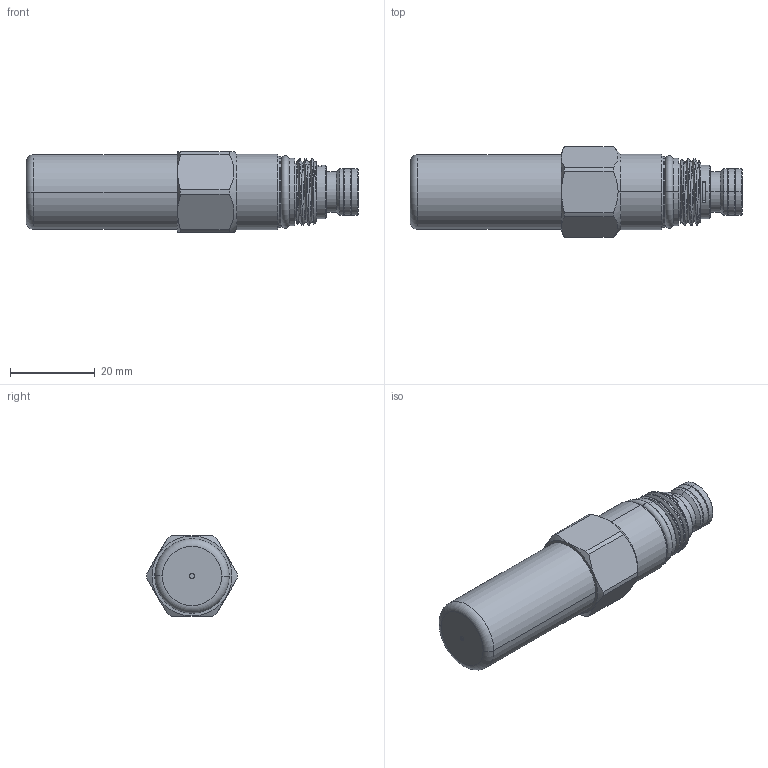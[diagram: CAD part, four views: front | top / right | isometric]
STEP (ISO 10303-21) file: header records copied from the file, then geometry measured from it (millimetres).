
FILE_DESCRIPTION (( 'STEP AP203' ), '1' );
FILE_NAME ('RD8A21-C.STEP', '2025-02-18T08:48:06', ( '' ), ( '' ), 'SwSTEP 2.0', 'SolidWorks 2018', '' );
FILE_SCHEMA (( 'CONFIG_CONTROL_DESIGN' ));
Length unit declared in the file: millimetre
Products named in the file (1): RD8A21-C
Bounding box: 78.5 x 21.4 x 19.05 mm (x, y, z)
Volume: 18118.5 mm3; surface area: 5118.4 mm2
Topology: 1 solids, 1 shells, 110 faces, 255 edges, 162 vertices
Faces by surface type: cylinder 50, plane 27, cone 24, torus 6, bspline 3
Entity records: 4261 total; most frequent: CARTESIAN_POINT 1663, DIRECTION 561, ORIENTED_EDGE 510, EDGE_CURVE 255, AXIS2_PLACEMENT_3D 241, VERTEX_POINT 162, CIRCLE 133, EDGE_LOOP 125
